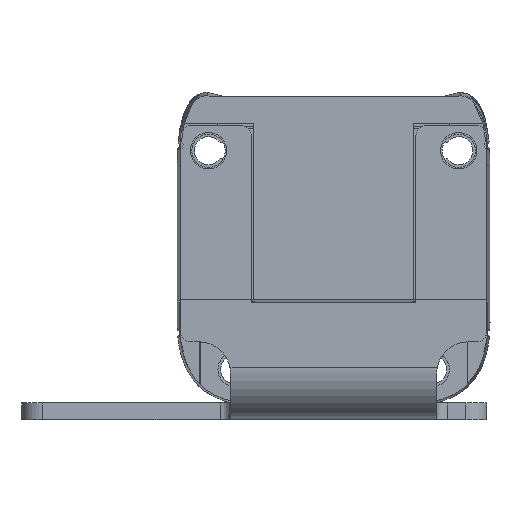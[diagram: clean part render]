
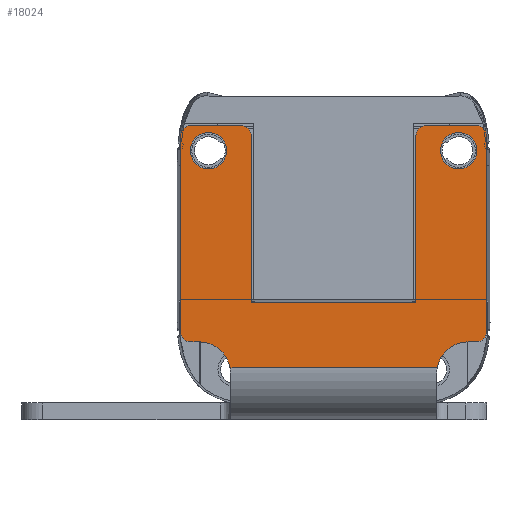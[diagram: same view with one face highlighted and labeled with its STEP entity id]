
A CAD part, front view. The second image highlights one B-rep face of the part: STEP entity #18024.
In plain terms, the highlighted planar face has unit normal (0, -1, 0).
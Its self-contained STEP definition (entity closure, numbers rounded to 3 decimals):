
#17083=DIRECTION('',(-1.,0.,0.));
#17084=VECTOR('',#17083,19.878);
#17085=CARTESIAN_POINT('',(9.939,105.8,-138.994));
#17086=LINE('',#17085,#17084);
#17106=CARTESIAN_POINT('',(12.89,105.8,-139.533));
#17107=DIRECTION('',(0.,1.,0.));
#17108=DIRECTION('',(-0.984,0.,0.18));
#17109=AXIS2_PLACEMENT_3D('',#17106,#17107,#17108);
#17111=CARTESIAN_POINT('',(-12.89,105.8,-139.533));
#17112=DIRECTION('',(0.,1.,0.));
#17113=DIRECTION('',(0.,0.,1.));
#17114=AXIS2_PLACEMENT_3D('',#17111,#17112,#17113);
#17116=CARTESIAN_POINT('',(-13.69,105.8,-135.533));
#17117=DIRECTION('',(0.,-1.,0.));
#17118=DIRECTION('',(-1.,0.,0.));
#17119=AXIS2_PLACEMENT_3D('',#17116,#17117,#17118);
#17121=DIRECTION('',(0.,0.,-1.));
#17122=VECTOR('',#17121,18.733);
#17123=CARTESIAN_POINT('',(-14.69,105.8,-116.8));
#17124=LINE('',#17123,#17122);
#17125=CARTESIAN_POINT('',(-13.69,105.8,-116.8));
#17126=DIRECTION('',(0.,-1.,0.));
#17127=DIRECTION('',(0.,0.,1.));
#17128=AXIS2_PLACEMENT_3D('',#17125,#17126,#17127);
#17130=DIRECTION('',(-1.,0.,0.));
#17131=VECTOR('',#17130,4.8);
#17132=CARTESIAN_POINT('',(-8.89,105.8,-115.8));
#17133=LINE('',#17132,#17131);
#17134=CARTESIAN_POINT('',(-8.89,105.8,-116.8));
#17135=DIRECTION('',(0.,-1.,0.));
#17136=DIRECTION('',(1.,0.,0.));
#17137=AXIS2_PLACEMENT_3D('',#17134,#17135,#17136);
#17139=DIRECTION('',(-1.,0.,0.));
#17140=VECTOR('',#17139,15.78);
#17141=CARTESIAN_POINT('',(7.89,105.8,-132.733));
#17142=LINE('',#17141,#17140);
#17143=DIRECTION('',(0.,0.,-1.));
#17144=VECTOR('',#17143,15.933);
#17145=CARTESIAN_POINT('',(7.89,105.8,-116.8));
#17146=LINE('',#17145,#17144);
#17147=CARTESIAN_POINT('',(8.89,105.8,-116.8));
#17148=DIRECTION('',(0.,-1.,0.));
#17149=DIRECTION('',(0.,0.,1.));
#17150=AXIS2_PLACEMENT_3D('',#17147,#17148,#17149);
#17152=CARTESIAN_POINT('',(13.69,105.8,-116.8));
#17153=DIRECTION('',(0.,-1.,0.));
#17154=DIRECTION('',(1.,0.,0.));
#17155=AXIS2_PLACEMENT_3D('',#17152,#17153,#17154);
#17157=CARTESIAN_POINT('',(13.69,105.8,-135.533));
#17158=DIRECTION('',(0.,-1.,0.));
#17159=DIRECTION('',(0.,0.,-1.));
#17160=AXIS2_PLACEMENT_3D('',#17157,#17158,#17159);
#17162=DIRECTION('',(1.,0.,0.));
#17163=VECTOR('',#17162,0.8);
#17164=CARTESIAN_POINT('',(12.89,105.8,-136.533));
#17165=LINE('',#17164,#17163);
#17166=CARTESIAN_POINT('',(-12.,105.8,-118.2));
#17167=DIRECTION('',(0.,1.,0.));
#17168=DIRECTION('',(0.,0.,1.));
#17169=AXIS2_PLACEMENT_3D('',#17166,#17167,#17168);
#17171=CARTESIAN_POINT('',(-12.,105.8,-118.2));
#17172=DIRECTION('',(0.,1.,0.));
#17173=DIRECTION('',(-1.,0.,0.));
#17174=AXIS2_PLACEMENT_3D('',#17171,#17172,#17173);
#17176=CARTESIAN_POINT('',(-12.,105.8,-118.2));
#17177=DIRECTION('',(0.,1.,0.));
#17178=DIRECTION('',(1.,0.,0.));
#17179=AXIS2_PLACEMENT_3D('',#17176,#17177,#17178);
#17181=CARTESIAN_POINT('',(12.,105.8,-118.2));
#17182=DIRECTION('',(0.,1.,0.));
#17183=DIRECTION('',(0.,0.,-1.));
#17184=AXIS2_PLACEMENT_3D('',#17181,#17182,#17183);
#17186=CARTESIAN_POINT('',(12.,105.8,-118.2));
#17187=DIRECTION('',(0.,1.,0.));
#17188=DIRECTION('',(1.,0.,0.));
#17189=AXIS2_PLACEMENT_3D('',#17186,#17187,#17188);
#17191=CARTESIAN_POINT('',(12.,105.8,-118.2));
#17192=DIRECTION('',(0.,1.,0.));
#17193=DIRECTION('',(0.,0.,1.));
#17194=AXIS2_PLACEMENT_3D('',#17191,#17192,#17193);
#17196=CARTESIAN_POINT('',(12.,105.8,-118.2));
#17197=DIRECTION('',(0.,1.,0.));
#17198=DIRECTION('',(-1.,0.,0.));
#17199=AXIS2_PLACEMENT_3D('',#17196,#17197,#17198);
#17201=DIRECTION('',(-1.,0.,0.));
#17202=VECTOR('',#17201,0.8);
#17203=CARTESIAN_POINT('',(-12.89,105.8,-136.533));
#17204=LINE('',#17203,#17202);
#17301=DIRECTION('',(0.,0.,-1.));
#17302=VECTOR('',#17301,18.733);
#17303=CARTESIAN_POINT('',(14.69,105.8,-116.8));
#17304=LINE('',#17303,#17302);
#17313=DIRECTION('',(1.,0.,0.));
#17314=VECTOR('',#17313,4.8);
#17315=CARTESIAN_POINT('',(8.89,105.8,-115.8));
#17316=LINE('',#17315,#17314);
#17341=DIRECTION('',(0.,0.,-1.));
#17342=VECTOR('',#17341,15.933);
#17343=CARTESIAN_POINT('',(-7.89,105.8,-116.8));
#17344=LINE('',#17343,#17342);
#17535=CARTESIAN_POINT('',(9.939,105.8,-138.994));
#17536=CARTESIAN_POINT('',(12.89,105.8,-136.533));
#17537=VERTEX_POINT('',#17535);
#17538=VERTEX_POINT('',#17536);
#17539=CARTESIAN_POINT('',(13.69,105.8,-136.533));
#17540=VERTEX_POINT('',#17539);
#17541=CARTESIAN_POINT('',(14.69,105.8,-135.533));
#17542=VERTEX_POINT('',#17541);
#17543=CARTESIAN_POINT('',(14.69,105.8,-116.8));
#17544=VERTEX_POINT('',#17543);
#17545=CARTESIAN_POINT('',(13.69,105.8,-115.8));
#17546=VERTEX_POINT('',#17545);
#17547=CARTESIAN_POINT('',(8.89,105.8,-115.8));
#17548=VERTEX_POINT('',#17547);
#17549=CARTESIAN_POINT('',(7.89,105.8,-116.8));
#17550=VERTEX_POINT('',#17549);
#17551=CARTESIAN_POINT('',(7.89,105.8,-132.733));
#17552=VERTEX_POINT('',#17551);
#17553=CARTESIAN_POINT('',(-7.89,105.8,-132.733));
#17554=VERTEX_POINT('',#17553);
#17555=CARTESIAN_POINT('',(-7.89,105.8,-116.8));
#17556=VERTEX_POINT('',#17555);
#17557=CARTESIAN_POINT('',(-8.89,105.8,-115.8));
#17558=VERTEX_POINT('',#17557);
#17559=CARTESIAN_POINT('',(-13.69,105.8,-115.8));
#17560=VERTEX_POINT('',#17559);
#17561=CARTESIAN_POINT('',(-14.69,105.8,-116.8));
#17562=VERTEX_POINT('',#17561);
#17563=CARTESIAN_POINT('',(-14.69,105.8,-135.533));
#17564=VERTEX_POINT('',#17563);
#17565=CARTESIAN_POINT('',(-13.69,105.8,-136.533));
#17566=VERTEX_POINT('',#17565);
#17567=CARTESIAN_POINT('',(-12.89,105.8,-136.533));
#17568=VERTEX_POINT('',#17567);
#17569=CARTESIAN_POINT('',(-9.939,105.8,-138.994));
#17570=VERTEX_POINT('',#17569);
#17616=CARTESIAN_POINT('',(-13.75,105.8,-118.2));
#17618=VERTEX_POINT('',#17616);
#17620=CARTESIAN_POINT('',(-10.25,105.8,-118.2));
#17622=VERTEX_POINT('',#17620);
#17623=CARTESIAN_POINT('',(-12.,105.8,-116.45));
#17624=VERTEX_POINT('',#17623);
#17626=CARTESIAN_POINT('',(13.75,105.8,-118.2));
#17628=VERTEX_POINT('',#17626);
#17630=CARTESIAN_POINT('',(10.25,105.8,-118.2));
#17632=VERTEX_POINT('',#17630);
#17633=CARTESIAN_POINT('',(12.,105.8,-119.95));
#17634=VERTEX_POINT('',#17633);
#17635=CARTESIAN_POINT('',(12.,105.8,-116.45));
#17636=VERTEX_POINT('',#17635);
#17966=CARTESIAN_POINT('',(-9.89,105.8,-142.394));
#17967=DIRECTION('',(0.,-1.,0.));
#17968=DIRECTION('',(-1.,0.,0.));
#17969=AXIS2_PLACEMENT_3D('',#17966,#17967,#17968);
#17970=PLANE('',#17969);
#17971=ORIENTED_EDGE('',*,*,#17905,.F.);
#17972=ORIENTED_EDGE('',*,*,#17935,.T.);
#17973=ORIENTED_EDGE('',*,*,#17953,.F.);
#17975=ORIENTED_EDGE('',*,*,#17974,.T.);
#17977=ORIENTED_EDGE('',*,*,#17976,.F.);
#17979=ORIENTED_EDGE('',*,*,#17978,.F.);
#17981=ORIENTED_EDGE('',*,*,#17980,.F.);
#17983=ORIENTED_EDGE('',*,*,#17982,.F.);
#17985=ORIENTED_EDGE('',*,*,#17984,.F.);
#17987=ORIENTED_EDGE('',*,*,#17986,.T.);
#17989=ORIENTED_EDGE('',*,*,#17988,.F.);
#17991=ORIENTED_EDGE('',*,*,#17990,.F.);
#17993=ORIENTED_EDGE('',*,*,#17992,.F.);
#17995=ORIENTED_EDGE('',*,*,#17994,.T.);
#17997=ORIENTED_EDGE('',*,*,#17996,.F.);
#17999=ORIENTED_EDGE('',*,*,#17998,.T.);
#18001=ORIENTED_EDGE('',*,*,#18000,.F.);
#18003=ORIENTED_EDGE('',*,*,#18002,.F.);
#18004=EDGE_LOOP('',(#17971,#17972,#17973,#17975,#17977,#17979,#17981,#17983,
#17985,#17987,#17989,#17991,#17993,#17995,#17997,#17999,#18001,#18003));
#18005=FACE_OUTER_BOUND('',#18004,.F.);
#18007=ORIENTED_EDGE('',*,*,#18006,.F.);
#18009=ORIENTED_EDGE('',*,*,#18008,.F.);
#18011=ORIENTED_EDGE('',*,*,#18010,.F.);
#18012=EDGE_LOOP('',(#18007,#18009,#18011));
#18013=FACE_BOUND('',#18012,.F.);
#18015=ORIENTED_EDGE('',*,*,#18014,.F.);
#18017=ORIENTED_EDGE('',*,*,#18016,.F.);
#18019=ORIENTED_EDGE('',*,*,#18018,.F.);
#18021=ORIENTED_EDGE('',*,*,#18020,.F.);
#18022=EDGE_LOOP('',(#18015,#18017,#18019,#18021));
#18023=FACE_BOUND('',#18022,.F.);
#17110=CIRCLE('',#17109,3.);
#17115=CIRCLE('',#17114,3.);
#17120=CIRCLE('',#17119,1.);
#17129=CIRCLE('',#17128,1.);
#17138=CIRCLE('',#17137,1.);
#17151=CIRCLE('',#17150,1.);
#17156=CIRCLE('',#17155,1.);
#17161=CIRCLE('',#17160,1.);
#17170=CIRCLE('',#17169,1.75);
#17175=CIRCLE('',#17174,1.75);
#17180=CIRCLE('',#17179,1.75);
#17185=CIRCLE('',#17184,1.75);
#17190=CIRCLE('',#17189,1.75);
#17195=CIRCLE('',#17194,1.75);
#17200=CIRCLE('',#17199,1.75);
#17905=EDGE_CURVE('',#17537,#17538,#17110,.T.);
#17935=EDGE_CURVE('',#17537,#17570,#17086,.T.);
#17953=EDGE_CURVE('',#17568,#17570,#17115,.T.);
#17974=EDGE_CURVE('',#17568,#17566,#17204,.T.);
#17976=EDGE_CURVE('',#17564,#17566,#17120,.T.);
#17978=EDGE_CURVE('',#17562,#17564,#17124,.T.);
#17980=EDGE_CURVE('',#17560,#17562,#17129,.T.);
#17982=EDGE_CURVE('',#17558,#17560,#17133,.T.);
#17984=EDGE_CURVE('',#17556,#17558,#17138,.T.);
#17986=EDGE_CURVE('',#17556,#17554,#17344,.T.);
#17988=EDGE_CURVE('',#17552,#17554,#17142,.T.);
#17990=EDGE_CURVE('',#17550,#17552,#17146,.T.);
#17992=EDGE_CURVE('',#17548,#17550,#17151,.T.);
#17994=EDGE_CURVE('',#17548,#17546,#17316,.T.);
#17996=EDGE_CURVE('',#17544,#17546,#17156,.T.);
#17998=EDGE_CURVE('',#17544,#17542,#17304,.T.);
#18000=EDGE_CURVE('',#17540,#17542,#17161,.T.);
#18002=EDGE_CURVE('',#17538,#17540,#17165,.T.);
#18006=EDGE_CURVE('',#17624,#17622,#17170,.T.);
#18008=EDGE_CURVE('',#17618,#17624,#17175,.T.);
#18010=EDGE_CURVE('',#17622,#17618,#17180,.T.);
#18014=EDGE_CURVE('',#17634,#17632,#17185,.T.);
#18016=EDGE_CURVE('',#17628,#17634,#17190,.T.);
#18018=EDGE_CURVE('',#17636,#17628,#17195,.T.);
#18020=EDGE_CURVE('',#17632,#17636,#17200,.T.);
#18024=ADVANCED_FACE('',(#18005,#18013,#18023),#17970,.T.);
